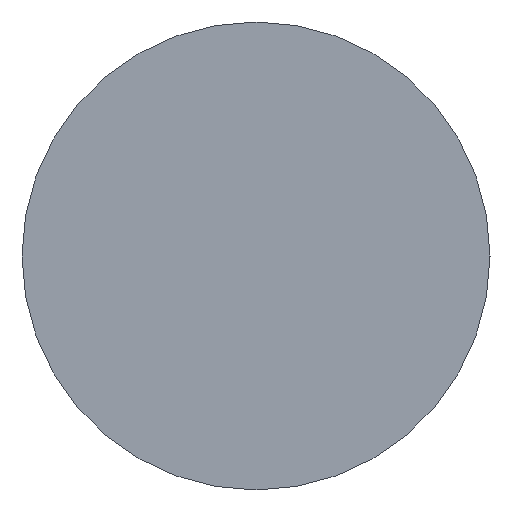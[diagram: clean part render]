
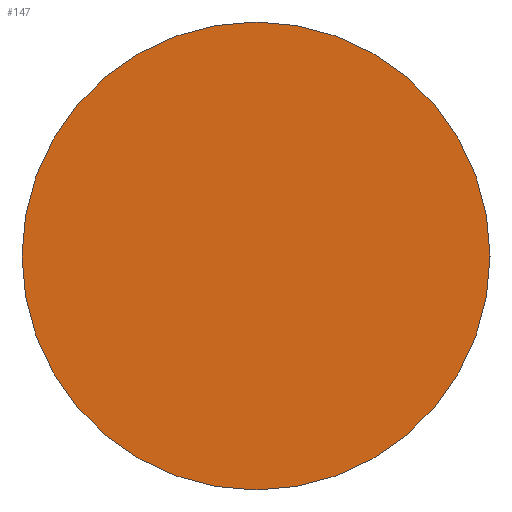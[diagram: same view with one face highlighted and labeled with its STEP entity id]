
A CAD part, left-side view. The second image highlights one B-rep face of the part: STEP entity #147.
In plain terms, the highlighted planar face has unit normal (-1, 0, 0).
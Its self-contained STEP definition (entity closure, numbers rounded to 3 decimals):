
#1 = EDGE_CURVE ( 'NONE', #80, #148, #163, .T. ) ;
#5 = FACE_OUTER_BOUND ( 'NONE', #7, .T. ) ;
#7 = EDGE_LOOP ( 'NONE', ( #71, #34 ) ) ;
#10 = AXIS2_PLACEMENT_3D ( 'NONE', #93, #13, #92 ) ;
#13 = DIRECTION ( 'NONE',  ( -1., 0., 0. ) ) ;
#14 = DIRECTION ( 'NONE',  ( 0., 0., -1. ) ) ;
#27 = DIRECTION ( 'NONE',  ( -1., 0., 0. ) ) ;
#34 = ORIENTED_EDGE ( 'NONE', *, *, #88, .T. ) ;
#68 = CARTESIAN_POINT ( 'NONE',  ( 728.817, 258.855, 0. ) ) ;
#71 = ORIENTED_EDGE ( 'NONE', *, *, #1, .T. ) ;
#80 = VERTEX_POINT ( 'NONE', #125 ) ;
#88 = EDGE_CURVE ( 'NONE', #148, #80, #117, .T. ) ;
#92 = DIRECTION ( 'NONE',  ( 0., 0., 1. ) ) ;
#93 = CARTESIAN_POINT ( 'NONE',  ( 728.817, 258.855, 0. ) ) ;
#94 = AXIS2_PLACEMENT_3D ( 'NONE', #68, #27, #121 ) ;
#117 = CIRCLE ( 'NONE', #10, 12.5 ) ;
#121 = DIRECTION ( 'NONE',  ( 0., 0., 1. ) ) ;
#125 = CARTESIAN_POINT ( 'NONE',  ( 728.817, 258.855, 12.5 ) ) ;
#139 = DIRECTION ( 'NONE',  ( 1., 0., 0. ) ) ;
#147 = ADVANCED_FACE ( 'NONE', ( #5 ), #153, .F. ) ;
#148 = VERTEX_POINT ( 'NONE', #149 ) ;
#149 = CARTESIAN_POINT ( 'NONE',  ( 728.817, 258.855, -12.5 ) ) ;
#153 = PLANE ( 'NONE',  #161 ) ;
#161 = AXIS2_PLACEMENT_3D ( 'NONE', #186, #139, #14 ) ;
#163 = CIRCLE ( 'NONE', #94, 12.5 ) ;
#186 = CARTESIAN_POINT ( 'NONE',  ( 728.817, 258.855, 0. ) ) ;
